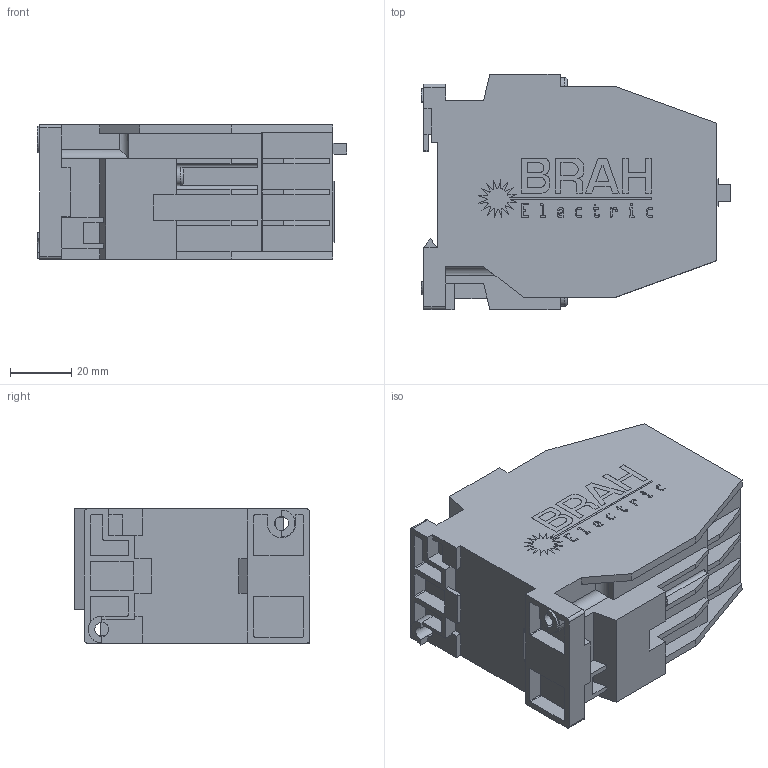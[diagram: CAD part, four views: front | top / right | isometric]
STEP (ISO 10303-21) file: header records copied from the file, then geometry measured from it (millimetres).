
FILE_DESCRIPTION (( 'STEP AP214' ), '1' );
FILE_NAME ('B3TF4122-0AK6.STEP', '2014-05-13T08:36:03', ( '' ), ( '' ), 'SwSTEP 2.0', 'SolidWorks 2013', '' );
FILE_SCHEMA (( 'AUTOMOTIVE_DESIGN' ));
Length unit declared in the file: millimetre
Products named in the file (1): B3TF4122-0AK6
Bounding box: 101.25 x 77 x 44 mm (x, y, z)
Volume: 244929.9 mm3; surface area: 35421.7 mm2
Topology: 1 solids, 1 shells, 609 faces, 1673 edges, 1109 vertices
Faces by surface type: plane 401, cylinder 115, bspline 89, torus 4
Entity records: 21928 total; most frequent: CARTESIAN_POINT 6781, ORIENTED_EDGE 3346, DIRECTION 2770, EDGE_CURVE 1673, LINE 1254, VECTOR 1254, VERTEX_POINT 1109, AXIS2_PLACEMENT_3D 758
